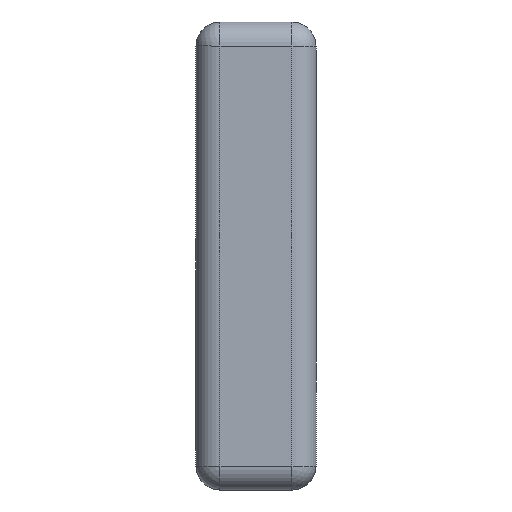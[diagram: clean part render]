
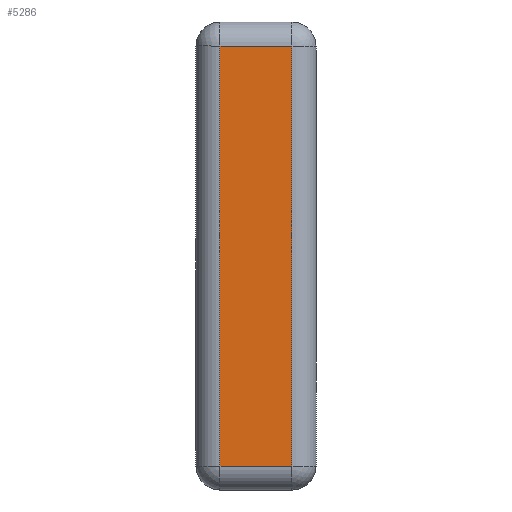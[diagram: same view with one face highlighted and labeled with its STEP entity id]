
A CAD part, left-side view. The second image highlights one B-rep face of the part: STEP entity #5286.
In plain terms, the highlighted planar face has unit normal (-1, 0, 0).
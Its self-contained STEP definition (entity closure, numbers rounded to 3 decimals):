
#539=PLANE('',#5618);
#641=LINE('',#6665,#1077);
#643=LINE('',#6675,#1079);
#646=LINE('',#6687,#1082);
#647=LINE('',#6688,#1083);
#1077=VECTOR('',#5821,10.);
#1079=VECTOR('',#5833,10.);
#1082=VECTOR('',#5844,10.);
#1083=VECTOR('',#5845,10.);
#1537=FACE_OUTER_BOUND('',#1846,.T.);
#1846=EDGE_LOOP('',(#3621,#3622,#3623,#3624));
#2230=VERTEX_POINT('',#6657);
#2233=VERTEX_POINT('',#6664);
#2236=VERTEX_POINT('',#6674);
#2241=VERTEX_POINT('',#6686);
#2775=EDGE_CURVE('',#2230,#2233,#641,.T.);
#2780=EDGE_CURVE('',#2233,#2236,#643,.T.);
#2786=EDGE_CURVE('',#2241,#2230,#646,.T.);
#2787=EDGE_CURVE('',#2236,#2241,#647,.T.);
#3621=ORIENTED_EDGE('',*,*,#2775,.F.);
#3622=ORIENTED_EDGE('',*,*,#2786,.F.);
#3623=ORIENTED_EDGE('',*,*,#2787,.F.);
#3624=ORIENTED_EDGE('',*,*,#2780,.F.);
#5286=ADVANCED_FACE('',(#1537),#539,.T.);
#5618=AXIS2_PLACEMENT_3D('',#6685,#5842,#5843);
#5821=DIRECTION('',(0.,1.,0.));
#5833=DIRECTION('',(0.,0.,1.));
#5842=DIRECTION('center_axis',(-1.,0.,0.));
#5843=DIRECTION('ref_axis',(0.,0.,1.));
#5844=DIRECTION('',(0.,0.,-1.));
#5845=DIRECTION('',(0.,-1.,0.));
#6657=CARTESIAN_POINT('',(-4.,2.,-17.));
#6664=CARTESIAN_POINT('',(-4.,8.,-17.));
#6665=CARTESIAN_POINT('',(-4.,0.,-17.));
#6674=CARTESIAN_POINT('',(-4.,8.,18.));
#6675=CARTESIAN_POINT('',(-4.,8.,-9.25));
#6685=CARTESIAN_POINT('Origin',(-4.,0.,-19.));
#6686=CARTESIAN_POINT('',(-4.,2.,18.));
#6687=CARTESIAN_POINT('',(-4.,2.,-9.25));
#6688=CARTESIAN_POINT('',(-4.,0.,18.));
